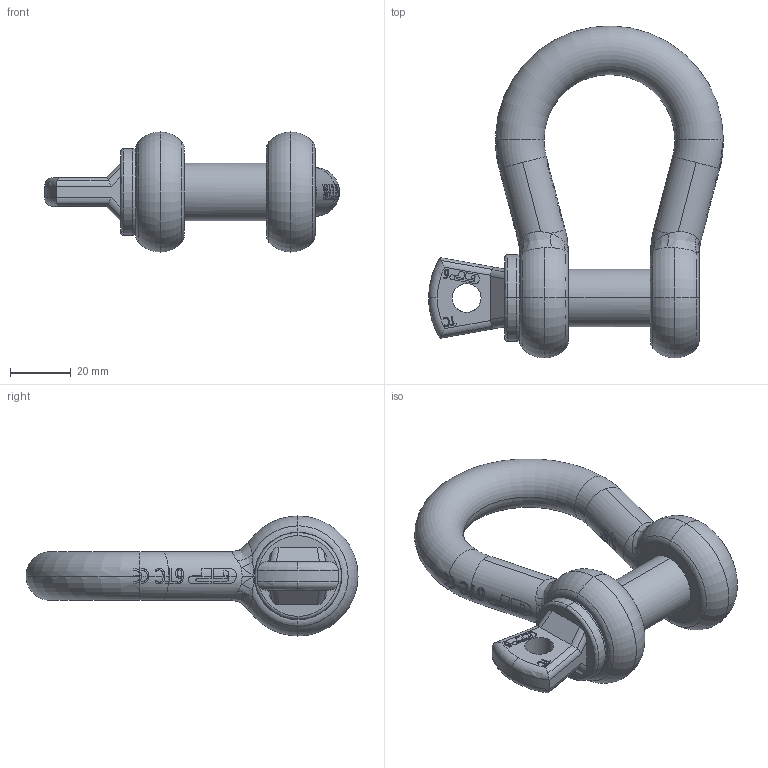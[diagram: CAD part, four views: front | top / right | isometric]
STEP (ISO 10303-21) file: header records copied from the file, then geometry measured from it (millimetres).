
FILE_DESCRIPTION(('.'),'2;1');
FILE_NAME('GPGHBB16.stp','2012-01-15T12:38:10+00:00',('.'),('.'),'','STEP AP214','.');
FILE_SCHEMA(('AUTOMOTIVE_DESIGN { 1 0 10303 214 1 1 1 1 }'));
Length unit declared in the file: millimetre
Products named in the file (3): GPGHBB16; 3,25; 3,25_1
Assembly tree (2 placements, depth 2):
  GPGHBB16
    3,25
    3,25_1
Bounding box: 97 x 109.24 x 39.5 mm (x, y, z)
Volume: 81951.2 mm3; surface area: 23561.6 mm2
Topology: 2 solids, 2 shells, 683 faces, 2253 edges, 1595 vertices
Faces by surface type: bspline 261, plane 227, cylinder 125, torus 67, cone 3
Entity records: 30339 total; most frequent: CARTESIAN_POINT 13580, ORIENTED_EDGE 4490, EDGE_CURVE 2245, VERTEX_POINT 1595, B_SPLINE_CURVE_WITH_KNOTS 1575, DIRECTION 1440, EDGE_LOOP 718, ADVANCED_FACE 683
